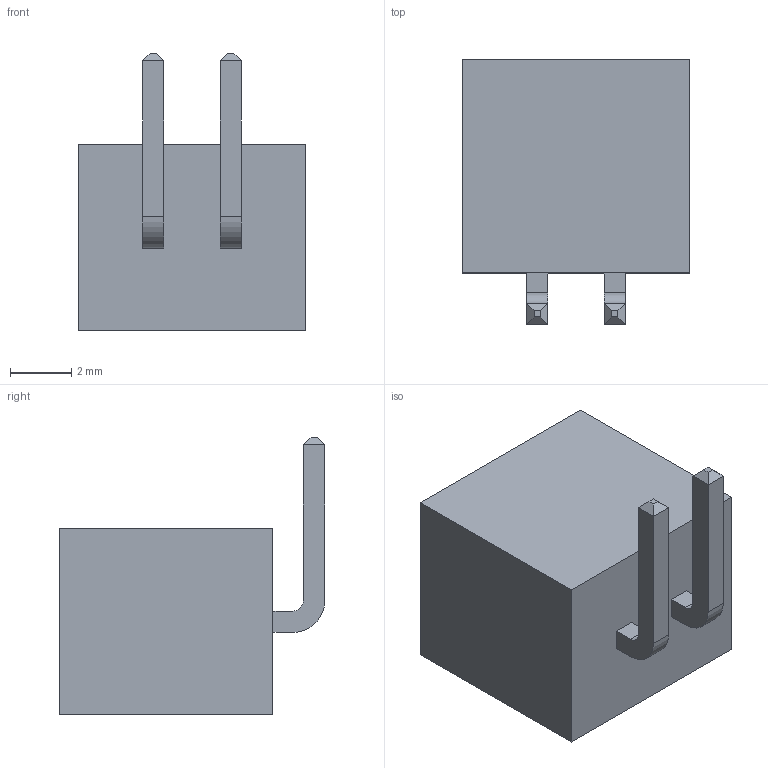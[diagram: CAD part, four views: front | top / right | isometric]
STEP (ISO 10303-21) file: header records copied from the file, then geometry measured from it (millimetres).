
FILE_DESCRIPTION(/* description */ (''),/* implementation_level */ '2;1');
FILE_NAME(/* name */ 'JST 2 pins 90degree v1.step',/* time_stamp */ '2019-11-26T14:10:33-03:00',/* author */ (''),/* organization */ (''),/* preprocessor_version */ 'ST-DEVELOPER v18',/* originating_system */ 'Autodesk Translation Framework v8.12.0.6',/* authorisation */ '');
FILE_SCHEMA (('AUTOMOTIVE_DESIGN { 1 0 10303 214 3 1 1 }'));
Length unit declared in the file: millimetre
Products named in the file (1): JST 2 pins 90g
Bounding box: 7.44 x 8.7 x 9.1 mm (x, y, z)
Volume: 128.3 mm3; surface area: 473.5 mm2
Topology: 1 solids, 1 shells, 50 faces, 124 edges, 80 vertices
Faces by surface type: plane 46, cylinder 4
Entity records: 1549 total; most frequent: CARTESIAN_POINT 255, ORIENTED_EDGE 248, DIRECTION 234, EDGE_CURVE 124, LINE 116, VECTOR 116, VERTEX_POINT 80, AXIS2_PLACEMENT_3D 59
